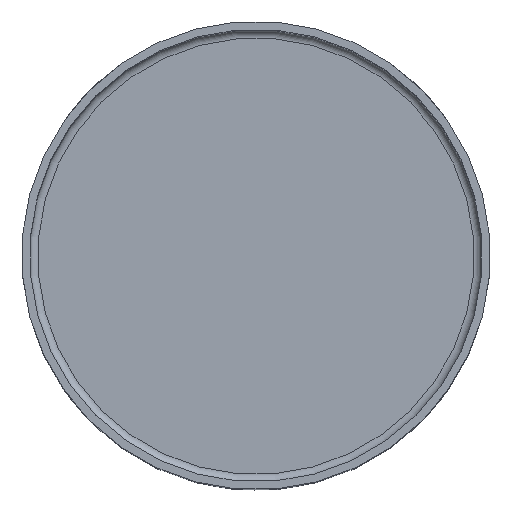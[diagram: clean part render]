
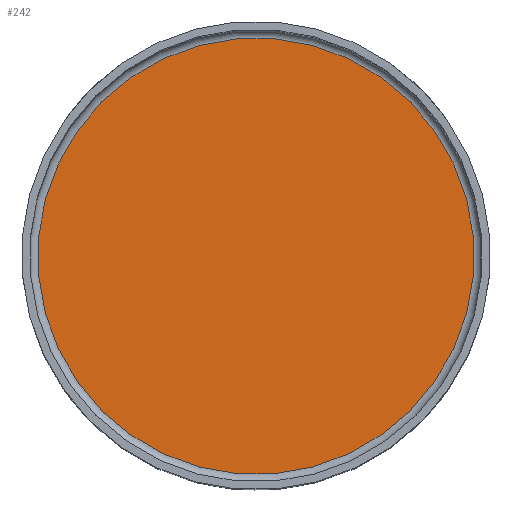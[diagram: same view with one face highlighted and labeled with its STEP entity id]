
A CAD part, top view. The second image highlights one B-rep face of the part: STEP entity #242.
In plain terms, the highlighted planar face has unit normal (0, 0, 1).
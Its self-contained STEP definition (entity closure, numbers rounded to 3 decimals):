
#16=PLANE('',#275);
#54=CIRCLE('',#272,27.);
#66=FACE_OUTER_BOUND('',#82,.T.);
#82=EDGE_LOOP('',(#202));
#125=VERTEX_POINT('',#627);
#153=EDGE_CURVE('',#125,#125,#54,.T.);
#202=ORIENTED_EDGE('',*,*,#153,.F.);
#242=ADVANCED_FACE('',(#66),#16,.T.);
#272=AXIS2_PLACEMENT_3D('',#628,#307,#308);
#275=AXIS2_PLACEMENT_3D('',#632,#313,#314);
#307=DIRECTION('center_axis',(0.,0.,-1.));
#308=DIRECTION('ref_axis',(0.707,-0.707,0.));
#313=DIRECTION('center_axis',(0.,0.,1.));
#314=DIRECTION('ref_axis',(0.707,-0.707,0.));
#627=CARTESIAN_POINT('',(19.092,-19.092,1.));
#628=CARTESIAN_POINT('Origin',(0.,0.,1.));
#632=CARTESIAN_POINT('Origin',(-19.799,19.799,1.));
